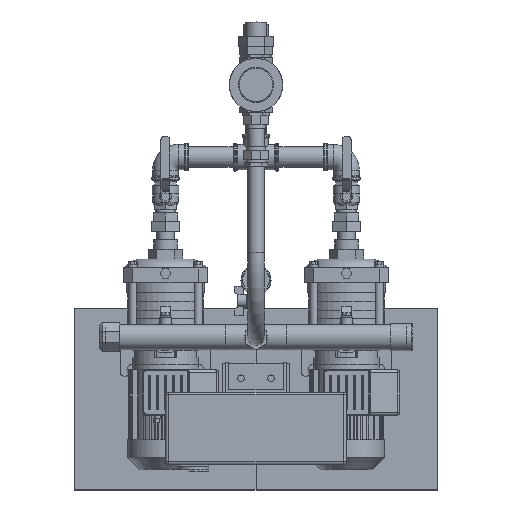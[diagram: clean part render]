
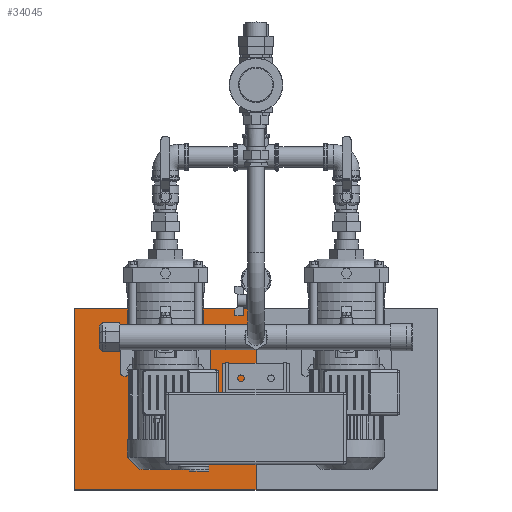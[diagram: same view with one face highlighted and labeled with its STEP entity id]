
A CAD part, top view. The second image highlights one B-rep face of the part: STEP entity #34045.
In plain terms, the highlighted planar face has unit normal (0, 0, 1).
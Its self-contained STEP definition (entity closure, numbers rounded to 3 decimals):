
#2173=LINE('',#56211,#5473);
#2194=LINE('',#56253,#5494);
#2196=LINE('',#56257,#5496);
#2197=LINE('',#56258,#5497);
#5473=VECTOR('',#44029,1.);
#5494=VECTOR('',#44060,10.);
#5496=VECTOR('',#44064,10.);
#5497=VECTOR('',#44065,10.);
#7906=PLANE('',#37007);
#10142=FACE_OUTER_BOUND('',#12388,.T.);
#12388=EDGE_LOOP('',(#28417,#28418,#28419,#28420));
#16687=VERTEX_POINT('',#56209);
#16688=VERTEX_POINT('',#56210);
#16704=VERTEX_POINT('',#56252);
#16705=VERTEX_POINT('',#56256);
#20844=EDGE_CURVE('',#16687,#16688,#2173,.T.);
#20865=EDGE_CURVE('',#16704,#16688,#2194,.T.);
#20867=EDGE_CURVE('',#16705,#16687,#2196,.T.);
#20868=EDGE_CURVE('',#16705,#16704,#2197,.T.);
#28417=ORIENTED_EDGE('',*,*,#20844,.F.);
#28418=ORIENTED_EDGE('',*,*,#20867,.F.);
#28419=ORIENTED_EDGE('',*,*,#20868,.T.);
#28420=ORIENTED_EDGE('',*,*,#20865,.T.);
#34045=ADVANCED_FACE('',(#10142),#7906,.T.);
#37007=AXIS2_PLACEMENT_3D('',#56255,#44062,#44063);
#44029=DIRECTION('',(0.,-1.,0.));
#44060=DIRECTION('',(1.,0.,0.));
#44062=DIRECTION('center_axis',(0.,0.,1.));
#44063=DIRECTION('ref_axis',(0.,-1.,0.));
#44064=DIRECTION('',(1.,0.,0.));
#44065=DIRECTION('',(0.,-1.,0.));
#56209=CARTESIAN_POINT('',(300.,47.5,50.));
#56210=CARTESIAN_POINT('',(300.,-252.5,50.));
#56211=CARTESIAN_POINT('',(300.,-102.5,50.));
#56252=CARTESIAN_POINT('',(0.,-252.5,50.));
#56253=CARTESIAN_POINT('',(300.,-252.5,50.));
#56255=CARTESIAN_POINT('Origin',(300.,-102.5,50.));
#56256=CARTESIAN_POINT('',(0.,47.5,50.));
#56257=CARTESIAN_POINT('',(300.,47.5,50.));
#56258=CARTESIAN_POINT('',(0.,-102.5,50.));
